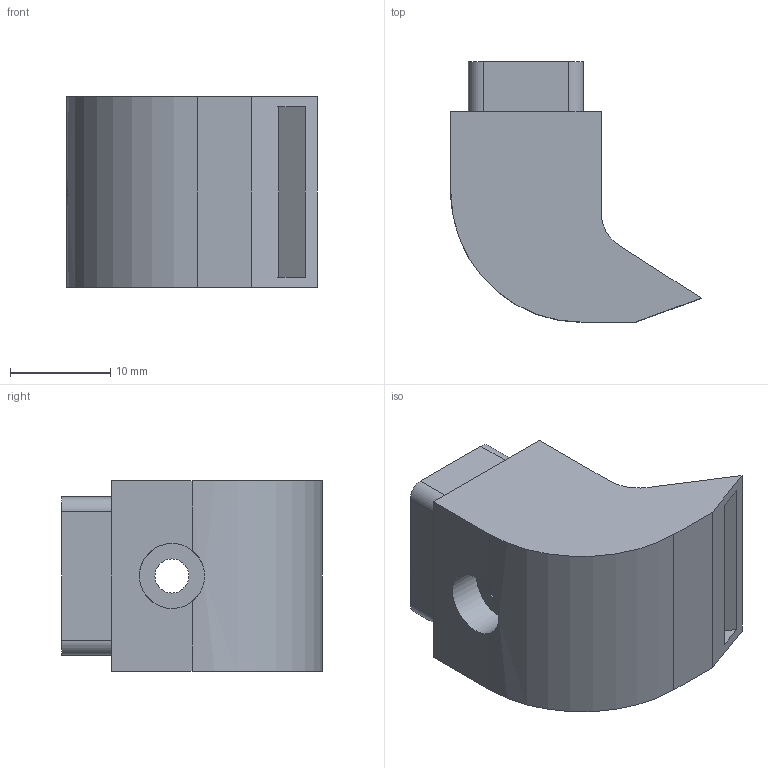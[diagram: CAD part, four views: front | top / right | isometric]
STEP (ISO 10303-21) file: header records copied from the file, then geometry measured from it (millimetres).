
FILE_DESCRIPTION(/* description */ (''),/* implementation_level */ '2;1');
FILE_NAME(/* name */ 'C04H030024-air-nozzle.stp',/* time_stamp */ '2014-12-22T14:51:26+01:00',/* author */ ('MARCHA TECHNOLOGY'),/* organization */ (''),/* preprocessor_version */ 'ST-DEVELOPER v15.6',/* originating_system */ 'Autodesk Inventor 2015',/* authorisation */ '');
FILE_SCHEMA (('CONFIG_CONTROL_DESIGN'));
Length unit declared in the file: millimetre
Products named in the file (1): C04H030024-air-nozzle
Bounding box: 25 x 26 x 19 mm (x, y, z)
Volume: 3698 mm3; surface area: 4085.6 mm2
Topology: 1 solids, 1 shells, 37 faces, 105 edges, 70 vertices
Faces by surface type: plane 25, cylinder 12
Full cylindrical faces by diameter (mm): 3.4 x1, 5.4 x1, 6.5 x1, 8.5 x1
Entity records: 1236 total; most frequent: CARTESIAN_POINT 253, ORIENTED_EDGE 196, DIRECTION 195, EDGE_CURVE 98, LINE 71, VECTOR 71, VERTEX_POINT 67, AXIS2_PLACEMENT_3D 62
